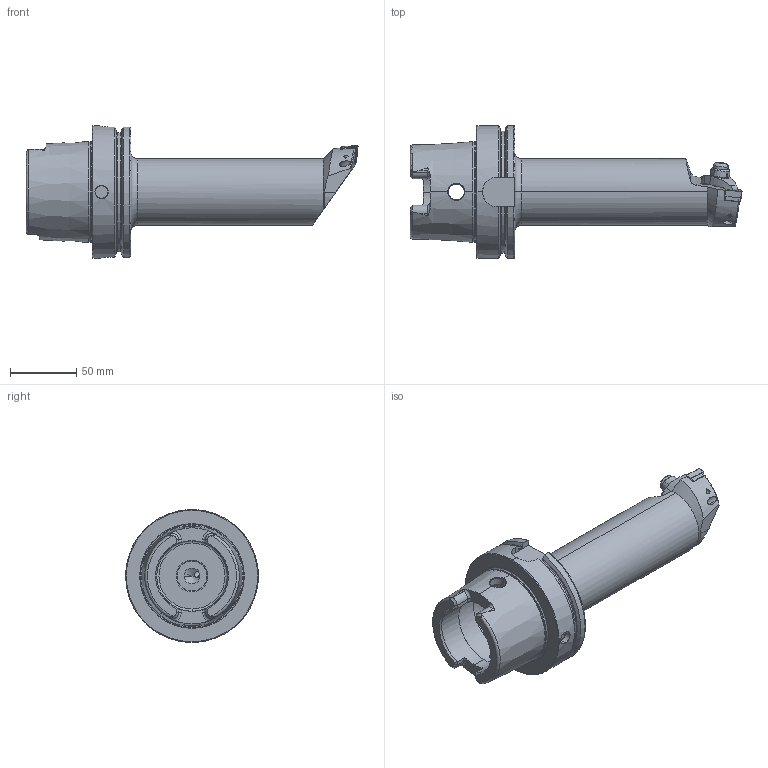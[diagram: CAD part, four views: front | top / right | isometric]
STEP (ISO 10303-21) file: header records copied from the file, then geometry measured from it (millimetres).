
FILE_DESCRIPTION (( 'STEP AP214' ), '1' );
FILE_NAME ('HA0.BCD.LLD.200.STEP', '2014-09-03T09:46:43', ( 'baer' ), ( 'Hewlett-Packard Company' ), 'SwSTEP 2.0', 'SolidWorks 2012', '' );
FILE_SCHEMA (( 'AUTOMOTIVE_DESIGN' ));
Length unit declared in the file: millimetre
Products named in the file (11): ISO 13337 - 3 x 12_PreviewCfg; WCC-ER5.102.012_B; KVT_MB_600_050; WCC-ER5.102.005_A; WCC-ER4.103.032_A; WCC-ER3.102.024_C; CNMG120404; WCC-ER2.001.010_A; WCD-ER2.101.003_A; HA0-BCD.LLD.200_B_Fertigbearbeitung; HA0.BCD.LLD.200
Assembly tree (10 placements, depth 2):
  HA0.BCD.LLD.200
    HA0-BCD.LLD.200_B_Fertigbearbeitung
    WCD-ER2.101.003_A
    WCC-ER2.001.010_A
    CNMG120404
    WCC-ER3.102.024_C
    WCC-ER4.103.032_A
    WCC-ER5.102.005_A
    KVT_MB_600_050
    WCC-ER5.102.012_B
    ISO 13337 - 3 x 12_PreviewCfg
Bounding box: 249.9 x 100 x 100 mm (x, y, z)
Volume: 534800.9 mm3; surface area: 84889.2 mm2
Topology: 11 solids, 11 shells, 462 faces, 1155 edges, 703 vertices
Faces by surface type: cylinder 152, plane 118, cone 111, torus 62, bspline 17, sphere 2
Entity records: 17703 total; most frequent: CARTESIAN_POINT 5235, ORIENTED_EDGE 2272, DIRECTION 2251, EDGE_CURVE 1136, AXIS2_PLACEMENT_3D 906, VERTEX_POINT 700, EDGE_LOOP 492, FACE_OUTER_BOUND 462
